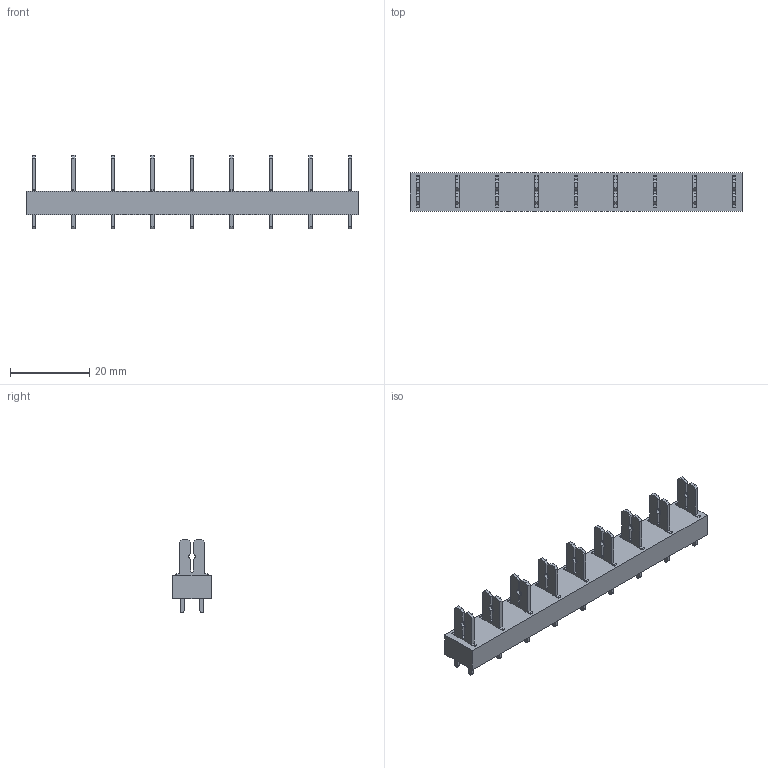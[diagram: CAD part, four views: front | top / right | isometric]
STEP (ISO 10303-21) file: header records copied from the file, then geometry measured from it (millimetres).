
FILE_DESCRIPTION(('CATIA V5 STEP Exchange','CAx-IF Rec.Pracs.--- Model Styling and Organization---1.2---2011-12-15'),'2;1');
FILE_NAME ('D1464872_0_9500830000_9500830000.stp','2018-08-31T15:22:00+00:00',('none'),('Weidmueller'),'CATIA Version 5-6 Release 2014','CATIA V5 STEP AP214','none');
FILE_SCHEMA(('AUTOMOTIVE_DESIGN { 1 0 10303 214 1 1 1 1 }'));
Length unit declared in the file: millimetre
Products named in the file (1): 9500830000
Bounding box: 84 x 9.8 x 18.5 mm (x, y, z)
Volume: 5344.6 mm3; surface area: 4985.3 mm2
Topology: 10 solids, 10 shells, 366 faces, 1038 edges, 692 vertices
Faces by surface type: plane 303, cylinder 63
Entity records: 10244 total; most frequent: ORIENTED_EDGE 2076, CARTESIAN_POINT 1803, DIRECTION 1182, EDGE_CURVE 1038, VECTOR 912, LINE 912, VERTEX_POINT 692, EDGE_LOOP 402
